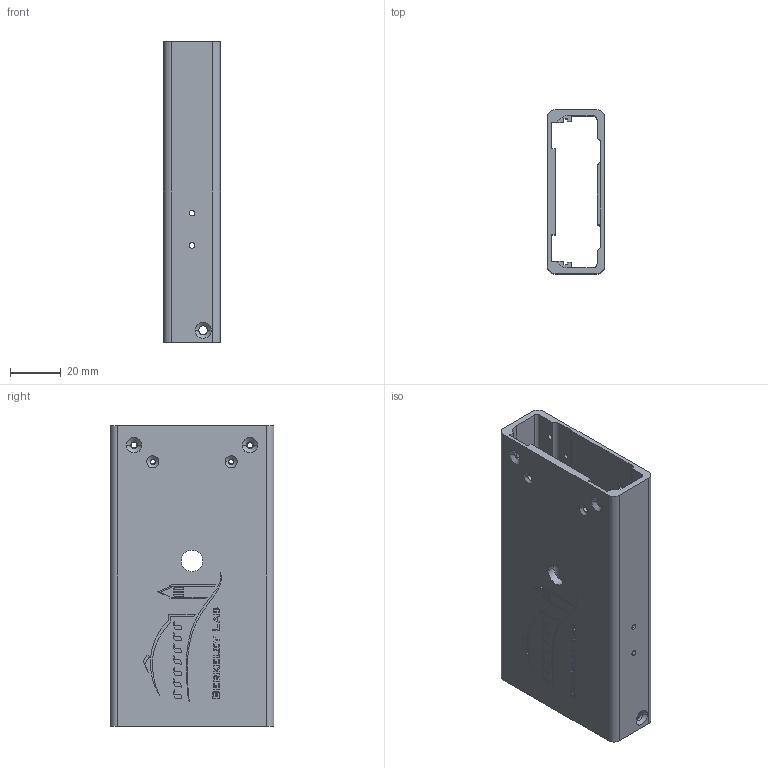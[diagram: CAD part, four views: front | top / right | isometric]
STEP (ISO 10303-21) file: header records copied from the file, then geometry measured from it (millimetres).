
FILE_DESCRIPTION(('Creo Elements/Direct Modeling STEP Export'),'2;1');
FILE_NAME('Fiber-optics-board-enclosure-V3.stp','2016-07-19T13:46:57',(''),(''),'PTC Creo Elements/Direct Modeling STEP processor for AP214 (Solid Model)','PTC Creo Elements/Direct Modeling 19.0C 15-Aug-2015 (C) Parametric Technology GmbH','');
FILE_SCHEMA(('AUTOMOTIVE_DESIGN { 1 0 10303 214 1 1 1 1 }'));
Length unit declared in the file: millimetre
Products named in the file (2): Fiber-optics-board-enclosure-V3
Assembly tree (1 placements, depth 2):
  Fiber-optics-board-enclosure-V3
    Fiber-optics-board-enclosure-V3
Bounding box: 22.5 x 64.67 x 118.62 mm (x, y, z)
Volume: 46296.2 mm3; surface area: 39186 mm2
Topology: 1 solids, 1 shells, 366 faces, 1001 edges, 667 vertices
Faces by surface type: plane 251, cylinder 103, cone 12
Entity records: 12303 total; most frequent: CARTESIAN_POINT 2664, ORIENTED_EDGE 2002, DIRECTION 1852, EDGE_CURVE 1001, VECTOR 760, LINE 760, VERTEX_POINT 667, AXIS2_PLACEMENT_3D 546
